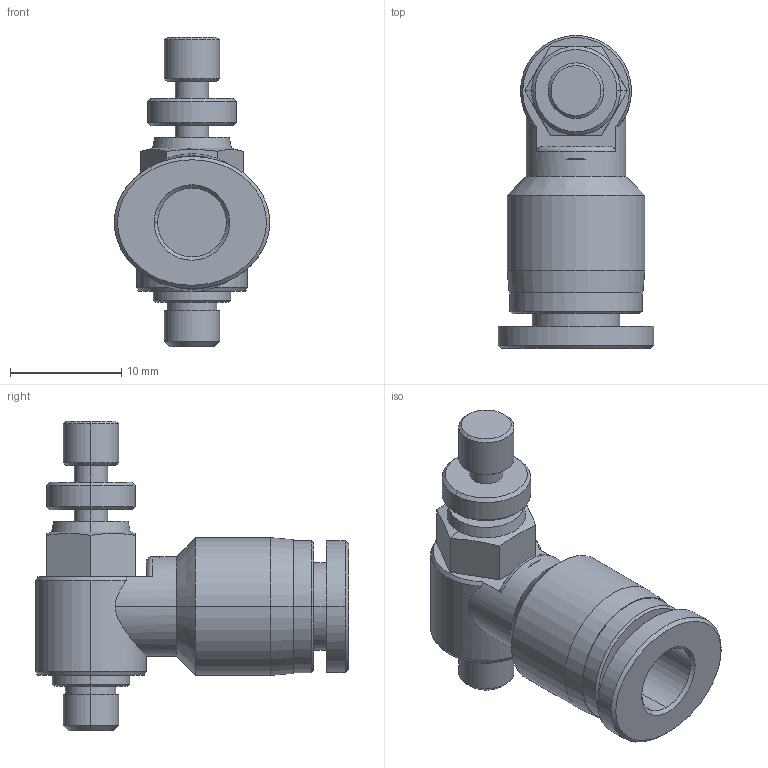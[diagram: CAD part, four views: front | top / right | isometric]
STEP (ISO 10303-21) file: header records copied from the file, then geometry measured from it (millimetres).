
FILE_DESCRIPTION((''),'2;1');
FILE_NAME('NSE06M5-MDT.stp','2017-07-22T08:48:21',(''),(''),'Mechanical Desktop 2009','Mechanical Desktop 2009',', , ');
FILE_SCHEMA(('CONFIG_CONTROL_DESIGN'));
Length unit declared in the file: millimetre
Products named in the file (8): NSE06M5-MDTA; NSE06M5-MDT; NSE; COLLAR-04L; M5; NH-M6; NH-M5; COLLAR-06L
Assembly tree (9 placements, depth 3):
  NSE06M5-MDTA
    NSE06M5-MDT
    NSE
      COLLAR-04L  x2
      M5
      NH-M6
      NH-M5
    NH-M5
    COLLAR-06L
Bounding box: 14 x 28.2 x 27.9 mm (x, y, z)
Volume: 2702.2 mm3; surface area: 2137.4 mm2
Topology: 1 solids, 1 shells, 81 faces, 172 edges, 106 vertices
Faces by surface type: cone 28, cylinder 27, plane 22, bspline 3, torus 1
Entity records: 2911 total; most frequent: CARTESIAN_POINT 944, DIRECTION 413, ORIENTED_EDGE 344, AXIS2_PLACEMENT_3D 172, EDGE_CURVE 172, VERTEX_POINT 106, EDGE_LOOP 94, CIRCLE 82
